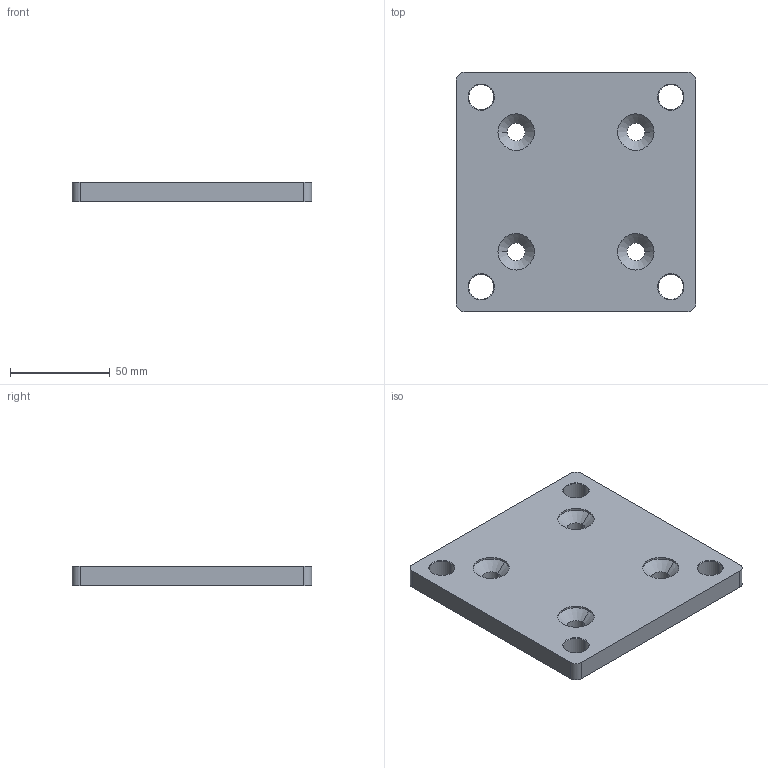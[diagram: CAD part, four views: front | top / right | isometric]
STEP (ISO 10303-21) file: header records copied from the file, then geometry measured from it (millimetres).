
FILE_DESCRIPTION (( 'STEP AP214' ), '1' );
FILE_NAME ('FG_BP120x120x10-R7016.STEP', '2024-11-11T14:27:46', ( '' ), ( '' ), 'SwSTEP 2.0', 'SolidWorks 2019', '' );
FILE_SCHEMA (( 'AUTOMOTIVE_DESIGN' ));
Length unit declared in the file: millimetre
Products named in the file (1): FG_BP120x120x10-R7016
Bounding box: 120 x 120 x 10 mm (x, y, z)
Volume: 133979 mm3; surface area: 34581.8 mm2
Topology: 1 solids, 1 shells, 58 faces, 136 edges, 80 vertices
Faces by surface type: cylinder 28, cone 24, plane 6
Entity records: 1722 total; most frequent: DIRECTION 326, CARTESIAN_POINT 275, ORIENTED_EDGE 272, EDGE_CURVE 136, AXIS2_PLACEMENT_3D 131, VERTEX_POINT 80, EDGE_LOOP 74, CIRCLE 72
